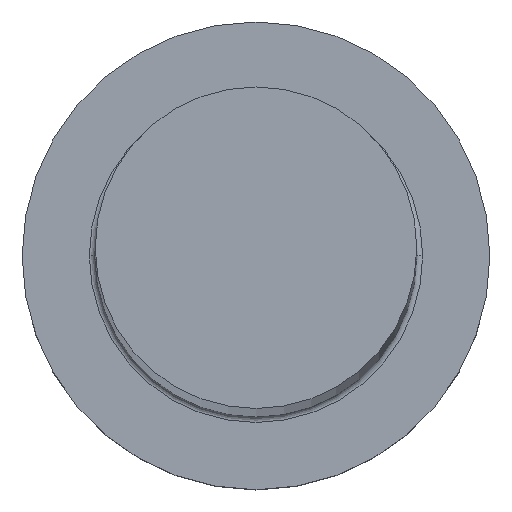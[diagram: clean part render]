
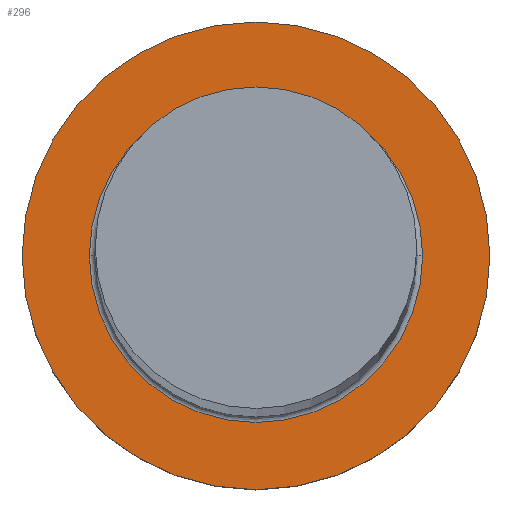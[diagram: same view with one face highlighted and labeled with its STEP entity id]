
A CAD part, top view. The second image highlights one B-rep face of the part: STEP entity #296.
In plain terms, the highlighted planar face has unit normal (0, 0, 1).
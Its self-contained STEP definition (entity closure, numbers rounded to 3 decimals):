
#11 = DIRECTION ( 'NONE',  ( 0., 0., -1. ) ) ;
#25 = AXIS2_PLACEMENT_3D ( 'NONE', #44, #224, #228 ) ;
#26 = EDGE_CURVE ( 'NONE', #274, #50, #297, .T. ) ;
#27 = DIRECTION ( 'NONE',  ( 1., 0., 0. ) ) ;
#29 = AXIS2_PLACEMENT_3D ( 'NONE', #256, #177, #275 ) ;
#39 = EDGE_CURVE ( 'NONE', #50, #274, #197, .T. ) ;
#44 = CARTESIAN_POINT ( 'NONE',  ( 0., 0., 5. ) ) ;
#50 = VERTEX_POINT ( 'NONE', #75 ) ;
#59 = EDGE_LOOP ( 'NONE', ( #62, #63 ) ) ;
#62 = ORIENTED_EDGE ( 'NONE', *, *, #276, .T. ) ;
#63 = ORIENTED_EDGE ( 'NONE', *, *, #148, .T. ) ;
#65 = AXIS2_PLACEMENT_3D ( 'NONE', #140, #99, #27 ) ;
#75 = CARTESIAN_POINT ( 'NONE',  ( 8., 0., 5. ) ) ;
#82 = PLANE ( 'NONE',  #151 ) ;
#99 = DIRECTION ( 'NONE',  ( 0., 0., 1. ) ) ;
#108 = FACE_BOUND ( 'NONE', #59, .T. ) ;
#112 = VERTEX_POINT ( 'NONE', #168 ) ;
#114 = AXIS2_PLACEMENT_3D ( 'NONE', #272, #11, #244 ) ;
#132 = CARTESIAN_POINT ( 'NONE',  ( -8., 0., 5. ) ) ;
#140 = CARTESIAN_POINT ( 'NONE',  ( 0., 0., 5. ) ) ;
#148 = EDGE_CURVE ( 'NONE', #112, #300, #204, .T. ) ;
#151 = AXIS2_PLACEMENT_3D ( 'NONE', #178, #251, #230 ) ;
#158 = ORIENTED_EDGE ( 'NONE', *, *, #26, .T. ) ;
#168 = CARTESIAN_POINT ( 'NONE',  ( -5.7, 0., 5. ) ) ;
#177 = DIRECTION ( 'NONE',  ( 0., 0., 1. ) ) ;
#178 = CARTESIAN_POINT ( 'NONE',  ( 0., 0., 5. ) ) ;
#184 = EDGE_LOOP ( 'NONE', ( #158, #278 ) ) ;
#197 = CIRCLE ( 'NONE', #65, 8. ) ;
#200 = FACE_OUTER_BOUND ( 'NONE', #184, .T. ) ;
#203 = CIRCLE ( 'NONE', #25, 5.7 ) ;
#204 = CIRCLE ( 'NONE', #114, 5.7 ) ;
#224 = DIRECTION ( 'NONE',  ( 0., 0., -1. ) ) ;
#228 = DIRECTION ( 'NONE',  ( 1., 0., 0. ) ) ;
#230 = DIRECTION ( 'NONE',  ( 1., 0., 0. ) ) ;
#244 = DIRECTION ( 'NONE',  ( 1., 0., 0. ) ) ;
#251 = DIRECTION ( 'NONE',  ( 0., 0., 1. ) ) ;
#256 = CARTESIAN_POINT ( 'NONE',  ( 0., 0., 5. ) ) ;
#272 = CARTESIAN_POINT ( 'NONE',  ( 0., 0., 5. ) ) ;
#274 = VERTEX_POINT ( 'NONE', #132 ) ;
#275 = DIRECTION ( 'NONE',  ( 1., 0., 0. ) ) ;
#276 = EDGE_CURVE ( 'NONE', #300, #112, #203, .T. ) ;
#278 = ORIENTED_EDGE ( 'NONE', *, *, #39, .T. ) ;
#296 = ADVANCED_FACE ( 'NONE', ( #108, #200 ), #82, .T. ) ;
#297 = CIRCLE ( 'NONE', #29, 8. ) ;
#299 = CARTESIAN_POINT ( 'NONE',  ( 5.7, 0., 5. ) ) ;
#300 = VERTEX_POINT ( 'NONE', #299 ) ;
